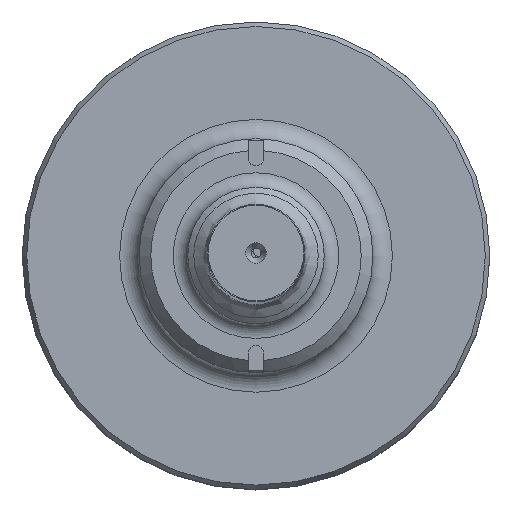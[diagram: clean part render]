
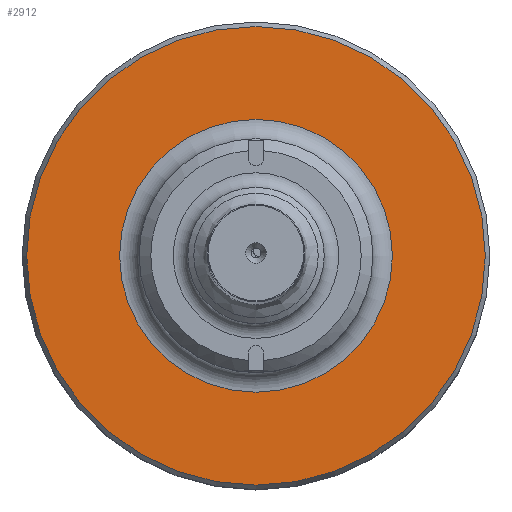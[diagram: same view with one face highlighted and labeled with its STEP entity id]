
A CAD part, top view. The second image highlights one B-rep face of the part: STEP entity #2912.
In plain terms, the highlighted planar face has unit normal (0, 0, 1).
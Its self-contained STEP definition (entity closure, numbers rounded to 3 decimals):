
#128 = EDGE_LOOP ( 'NONE', ( #2769 ) ) ;
#605 = DIRECTION ( 'NONE',  ( 0., 0., -1. ) ) ;
#755 = EDGE_CURVE ( 'NONE', #3175, #3175, #3712, .T. ) ;
#828 = ORIENTED_EDGE ( 'NONE', *, *, #755, .T. ) ;
#1074 = CARTESIAN_POINT ( 'NONE',  ( -23.538, 0., -6.1 ) ) ;
#1500 = FACE_BOUND ( 'NONE', #1822, .T. ) ;
#1518 = DIRECTION ( 'NONE',  ( -1., 0., 0. ) ) ;
#1688 = DIRECTION ( 'NONE',  ( 0., 0., 1. ) ) ;
#1822 = EDGE_LOOP ( 'NONE', ( #828 ) ) ;
#2060 = VERTEX_POINT ( 'NONE', #1074 ) ;
#2112 = AXIS2_PLACEMENT_3D ( 'NONE', #2240, #3546, #2231 ) ;
#2231 = DIRECTION ( 'NONE',  ( -1., 0., 0. ) ) ;
#2240 = CARTESIAN_POINT ( 'NONE',  ( 12., 0., -6.1 ) ) ;
#2250 = CIRCLE ( 'NONE', #4081, 23.538 ) ;
#2308 = CARTESIAN_POINT ( 'NONE',  ( 0., 0., -6.1 ) ) ;
#2625 = DIRECTION ( 'NONE',  ( -1., 0., 0. ) ) ;
#2708 = EDGE_CURVE ( 'NONE', #2060, #2060, #2250, .T. ) ;
#2769 = ORIENTED_EDGE ( 'NONE', *, *, #2708, .T. ) ;
#2803 = AXIS2_PLACEMENT_3D ( 'NONE', #2812, #605, #1518 ) ;
#2812 = CARTESIAN_POINT ( 'NONE',  ( 0., 0., -6.1 ) ) ;
#2912 = ADVANCED_FACE ( 'NONE', ( #1500, #3926 ), #3222, .F. ) ;
#3175 = VERTEX_POINT ( 'NONE', #3605 ) ;
#3222 = PLANE ( 'NONE',  #2112 ) ;
#3546 = DIRECTION ( 'NONE',  ( 0., 0., -1. ) ) ;
#3605 = CARTESIAN_POINT ( 'NONE',  ( -14., 0., -6.1 ) ) ;
#3712 = CIRCLE ( 'NONE', #2803, 14. ) ;
#3926 = FACE_OUTER_BOUND ( 'NONE', #128, .T. ) ;
#4081 = AXIS2_PLACEMENT_3D ( 'NONE', #2308, #1688, #2625 ) ;
